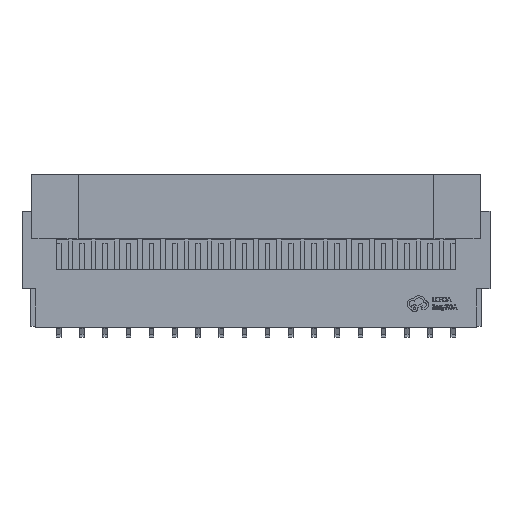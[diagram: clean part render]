
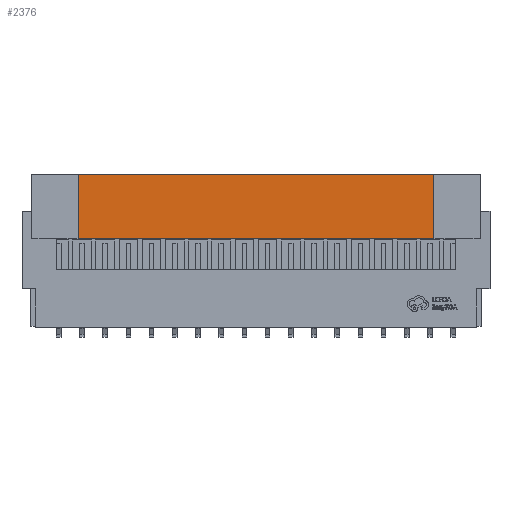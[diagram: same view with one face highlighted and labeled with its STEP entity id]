
A CAD part, top view. The second image highlights one B-rep face of the part: STEP entity #2376.
In plain terms, the highlighted planar face has unit normal (0, 0, 1).
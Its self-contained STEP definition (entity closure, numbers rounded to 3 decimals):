
#1310 = EDGE_CURVE ( 'NONE', #16313, #40446, #30492, .T. ) ;
#1938 = DIRECTION ( 'NONE',  ( 0., -1., 0. ) ) ;
#2376 = ADVANCED_FACE ( 'NONE', ( #11066 ), #24259, .T. ) ;
#2894 = VERTEX_POINT ( 'NONE', #29908 ) ;
#4056 = LINE ( 'NONE', #20212, #40583 ) ;
#5750 = ORIENTED_EDGE ( 'NONE', *, *, #1310, .F. ) ;
#7054 = ORIENTED_EDGE ( 'NONE', *, *, #8312, .T. ) ;
#7166 = LINE ( 'NONE', #7394, #40321 ) ;
#7394 = CARTESIAN_POINT ( 'NONE',  ( 5.16, 0.787, 0.8 ) ) ;
#8312 = EDGE_CURVE ( 'NONE', #16313, #31321, #4056, .T. ) ;
#11066 = FACE_OUTER_BOUND ( 'NONE', #16309, .T. ) ;
#11422 = CARTESIAN_POINT ( 'NONE',  ( -4.601, 2.448, 0.8 ) ) ;
#12499 = VECTOR ( 'NONE', #26976, 1000. ) ;
#14378 = LINE ( 'NONE', #11422, #12499 ) ;
#14683 = EDGE_CURVE ( 'NONE', #2894, #31321, #14378, .T. ) ;
#15076 = ORIENTED_EDGE ( 'NONE', *, *, #14683, .F. ) ;
#16309 = EDGE_LOOP ( 'NONE', ( #15076, #37603, #5750, #7054 ) ) ;
#16313 = VERTEX_POINT ( 'NONE', #23124 ) ;
#16577 = AXIS2_PLACEMENT_3D ( 'NONE', #27682, #33585, #27050 ) ;
#19710 = VECTOR ( 'NONE', #1938, 1000. ) ;
#20055 = CARTESIAN_POINT ( 'NONE',  ( 4.601, 0.787, 0.8 ) ) ;
#20212 = CARTESIAN_POINT ( 'NONE',  ( -5.795, 2.448, 0.8 ) ) ;
#23124 = CARTESIAN_POINT ( 'NONE',  ( 4.601, 2.448, 0.8 ) ) ;
#24259 = PLANE ( 'NONE',  #16577 ) ;
#25226 = CARTESIAN_POINT ( 'NONE',  ( -4.601, 2.448, 0.8 ) ) ;
#26976 = DIRECTION ( 'NONE',  ( 0., 1., 0. ) ) ;
#27050 = DIRECTION ( 'NONE',  ( 1., 0., 0. ) ) ;
#27682 = CARTESIAN_POINT ( 'NONE',  ( 0., 0., 0.8 ) ) ;
#27727 = CARTESIAN_POINT ( 'NONE',  ( 4.601, 2.448, 0.8 ) ) ;
#29908 = CARTESIAN_POINT ( 'NONE',  ( -4.601, 0.787, 0.8 ) ) ;
#30492 = LINE ( 'NONE', #27727, #19710 ) ;
#31321 = VERTEX_POINT ( 'NONE', #25226 ) ;
#33585 = DIRECTION ( 'NONE',  ( 0., 0., 1. ) ) ;
#36160 = DIRECTION ( 'NONE',  ( -1., 0., 0. ) ) ;
#37603 = ORIENTED_EDGE ( 'NONE', *, *, #40196, .T. ) ;
#40092 = DIRECTION ( 'NONE',  ( 1., 0., 0. ) ) ;
#40196 = EDGE_CURVE ( 'NONE', #2894, #40446, #7166, .T. ) ;
#40321 = VECTOR ( 'NONE', #40092, 1000. ) ;
#40446 = VERTEX_POINT ( 'NONE', #20055 ) ;
#40583 = VECTOR ( 'NONE', #36160, 1000. ) ;
